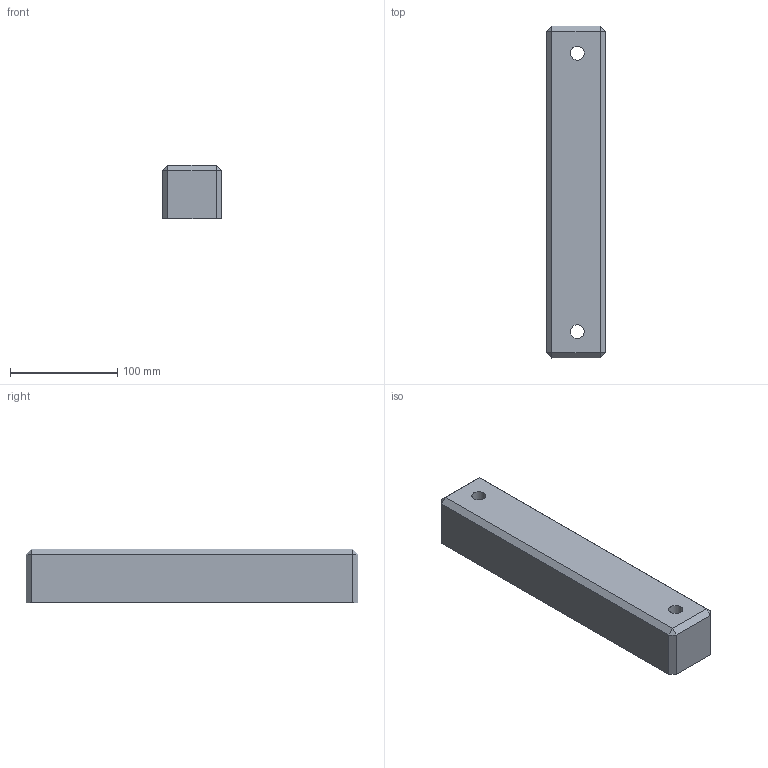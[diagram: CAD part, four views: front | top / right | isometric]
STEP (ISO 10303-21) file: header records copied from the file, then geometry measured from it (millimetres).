
FILE_DESCRIPTION(/* description */ (''),/* implementation_level */ '2;1');
FILE_NAME(/* name */ 'bloc1.stp',/* time_stamp */ '2011-04-20T17:16:13+02:00',/* author */ (''),/* organization */ (''),/* preprocessor_version */ 'ST-DEVELOPER v11',/* originating_system */ 'UGS - NX 5.0',/* authorisation */ '');
FILE_SCHEMA (('AUTOMOTIVE_DESIGN { 1 0 10303 214 1 1 1 1 }'));
Length unit declared in the file: millimetre
Products named in the file (1): xz3qF850y62y
Bounding box: 55 x 310 x 50 mm (x, y, z)
Volume: 827935.1 mm3; surface area: 71341.6 mm2
Topology: 1 solids, 1 shells, 20 faces, 42 edges, 24 vertices
Faces by surface type: plane 18, cylinder 2
Full cylindrical faces by diameter (mm): 13 x2
Entity records: 536 total; most frequent: DIRECTION 86, CARTESIAN_POINT 85, ORIENTED_EDGE 80, EDGE_CURVE 40, LINE 36, VECTOR 36, EDGE_LOOP 26, AXIS2_PLACEMENT_3D 25
